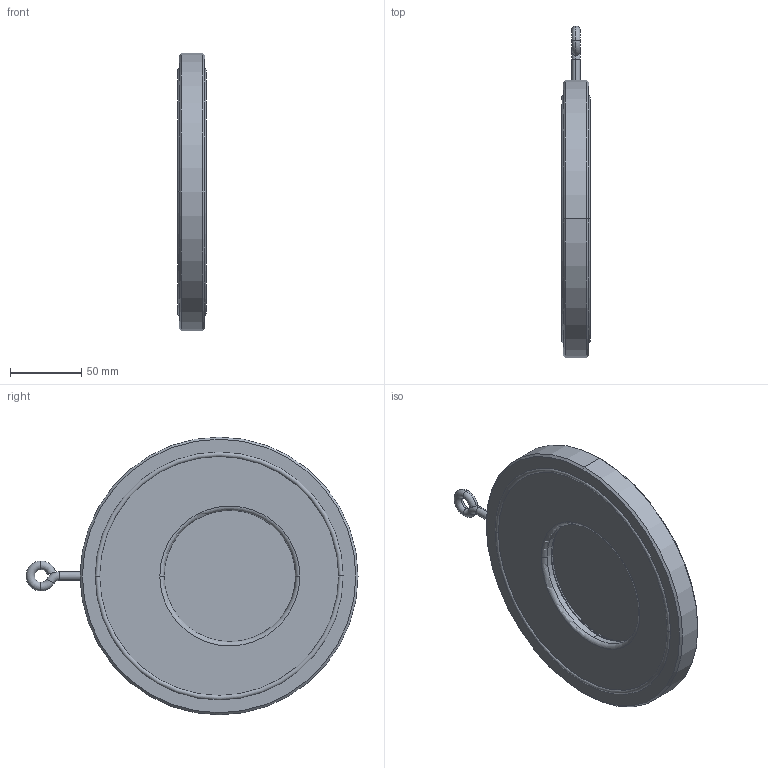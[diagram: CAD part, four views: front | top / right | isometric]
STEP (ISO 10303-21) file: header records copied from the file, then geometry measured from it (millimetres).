
FILE_DESCRIPTION (( 'STEP AP203' ), '1' );
FILE_NAME ('ZRKF-125.STEP', '2013-12-11T08:15:35', ( 'eh' ), ( 'Hewlett-Packard Company' ), 'SwSTEP 2.0', 'SolidWorks 2012', '' );
FILE_SCHEMA (( 'CONFIG_CONTROL_DESIGN' ));
Length unit declared in the file: millimetre
Products named in the file (1): ZRKF-125
Bounding box: 19.93 x 232.5 x 194.5 mm (x, y, z)
Volume: 452408.3 mm3; surface area: 83840.6 mm2
Topology: 3 solids, 3 shells, 59 faces, 129 edges, 80 vertices
Faces by surface type: torus 20, cylinder 15, plane 11, cone 10, bspline 3
Entity records: 2430 total; most frequent: CARTESIAN_POINT 1040, DIRECTION 304, ORIENTED_EDGE 254, AXIS2_PLACEMENT_3D 138, EDGE_CURVE 127, CIRCLE 81, VERTEX_POINT 80, EDGE_LOOP 67
